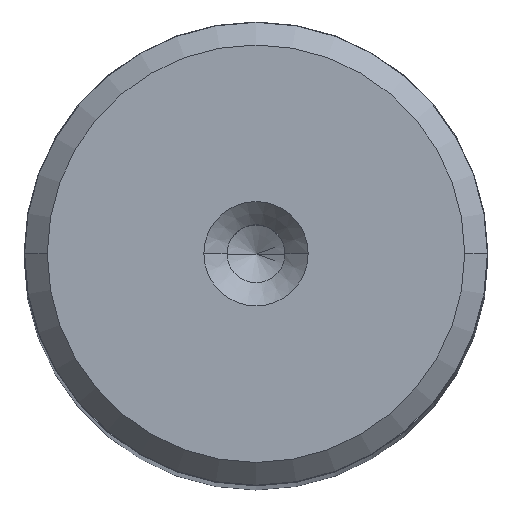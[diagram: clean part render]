
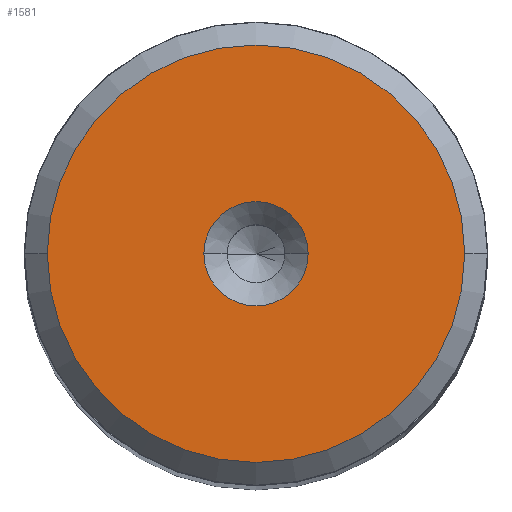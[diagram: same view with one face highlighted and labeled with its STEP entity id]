
A CAD part, top view. The second image highlights one B-rep face of the part: STEP entity #1581.
In plain terms, the highlighted planar face has unit normal (0, 0, 1).
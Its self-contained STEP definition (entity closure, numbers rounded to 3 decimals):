
#164 = CIRCLE ( 'NONE', #660, 9.009 ) ;
#322 = DIRECTION ( 'NONE',  ( 0., 0., 1. ) ) ;
#414 = CARTESIAN_POINT ( 'NONE',  ( 0., 0., 110. ) ) ;
#479 = EDGE_LOOP ( 'NONE', ( #1429, #2305 ) ) ;
#495 = EDGE_CURVE ( 'NONE', #2024, #1813, #1927, .T. ) ;
#524 = AXIS2_PLACEMENT_3D ( 'NONE', #948, #322, #1778 ) ;
#525 = CARTESIAN_POINT ( 'NONE',  ( 0., 0., 110. ) ) ;
#547 = CARTESIAN_POINT ( 'NONE',  ( 0., 0., 110. ) ) ;
#660 = AXIS2_PLACEMENT_3D ( 'NONE', #1373, #2156, #2575 ) ;
#757 = EDGE_CURVE ( 'NONE', #922, #1978, #1629, .T. ) ;
#828 = CARTESIAN_POINT ( 'NONE',  ( -9.009, 0., 110. ) ) ;
#922 = VERTEX_POINT ( 'NONE', #1384 ) ;
#937 = DIRECTION ( 'NONE',  ( 1., 0., 0. ) ) ;
#948 = CARTESIAN_POINT ( 'NONE',  ( 0., 0., 110. ) ) ;
#951 = DIRECTION ( 'NONE',  ( 0., 0., 1. ) ) ;
#1013 = ORIENTED_EDGE ( 'NONE', *, *, #757, .F. ) ;
#1026 = AXIS2_PLACEMENT_3D ( 'NONE', #547, #1123, #937 ) ;
#1044 = DIRECTION ( 'NONE',  ( 0., 0., 1. ) ) ;
#1058 = EDGE_CURVE ( 'NONE', #1978, #922, #1414, .T. ) ;
#1066 = PLANE ( 'NONE',  #2317 ) ;
#1093 = EDGE_CURVE ( 'NONE', #1813, #2024, #164, .T. ) ;
#1123 = DIRECTION ( 'NONE',  ( 0., 0., 1. ) ) ;
#1373 = CARTESIAN_POINT ( 'NONE',  ( 0., 0., 110. ) ) ;
#1384 = CARTESIAN_POINT ( 'NONE',  ( -2.25, 0., 110. ) ) ;
#1414 = CIRCLE ( 'NONE', #524, 2.25 ) ;
#1429 = ORIENTED_EDGE ( 'NONE', *, *, #495, .T. ) ;
#1475 = FACE_BOUND ( 'NONE', #2149, .T. ) ;
#1581 = ADVANCED_FACE ( 'NONE', ( #1475, #1786 ), #1066, .T. ) ;
#1629 = CIRCLE ( 'NONE', #1838, 2.25 ) ;
#1778 = DIRECTION ( 'NONE',  ( 1., 0., 0. ) ) ;
#1784 = CARTESIAN_POINT ( 'NONE',  ( 2.25, 0., 110. ) ) ;
#1786 = FACE_OUTER_BOUND ( 'NONE', #479, .T. ) ;
#1813 = VERTEX_POINT ( 'NONE', #2121 ) ;
#1838 = AXIS2_PLACEMENT_3D ( 'NONE', #525, #951, #2148 ) ;
#1927 = CIRCLE ( 'NONE', #1026, 9.009 ) ;
#1978 = VERTEX_POINT ( 'NONE', #1784 ) ;
#2024 = VERTEX_POINT ( 'NONE', #828 ) ;
#2062 = ORIENTED_EDGE ( 'NONE', *, *, #1058, .F. ) ;
#2121 = CARTESIAN_POINT ( 'NONE',  ( 9.009, 0., 110. ) ) ;
#2148 = DIRECTION ( 'NONE',  ( 1., 0., 0. ) ) ;
#2149 = EDGE_LOOP ( 'NONE', ( #2062, #1013 ) ) ;
#2156 = DIRECTION ( 'NONE',  ( 0., 0., 1. ) ) ;
#2305 = ORIENTED_EDGE ( 'NONE', *, *, #1093, .T. ) ;
#2317 = AXIS2_PLACEMENT_3D ( 'NONE', #414, #1044, #2482 ) ;
#2482 = DIRECTION ( 'NONE',  ( 1., 0., 0. ) ) ;
#2575 = DIRECTION ( 'NONE',  ( 1., 0., 0. ) ) ;
